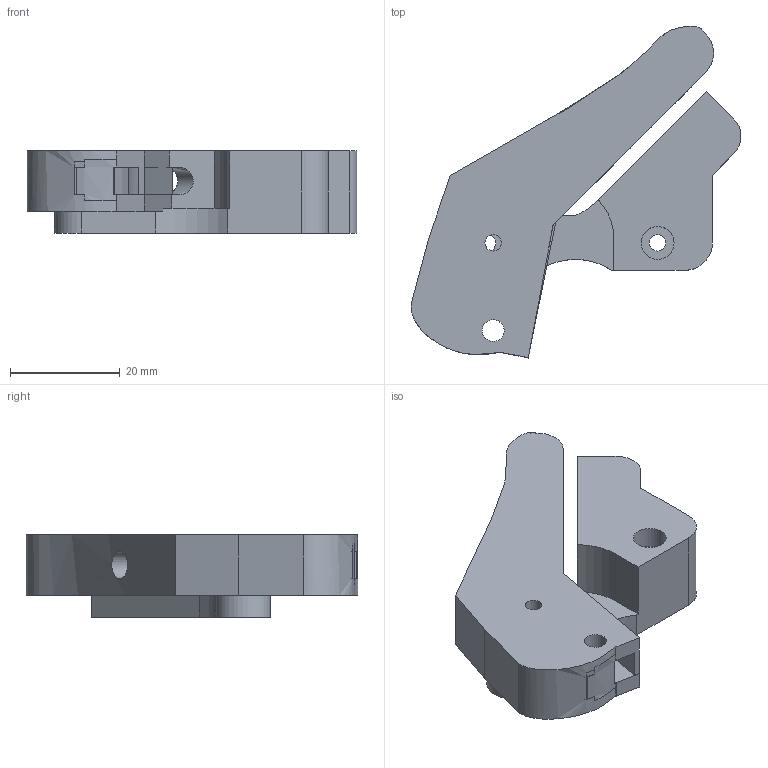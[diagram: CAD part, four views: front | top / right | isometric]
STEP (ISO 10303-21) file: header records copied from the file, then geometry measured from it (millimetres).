
FILE_DESCRIPTION(/* description */ (''),/* implementation_level */ '2;1');
FILE_NAME(/* name */ 'ExtruderFilamentClip.stp',/* time_stamp */ '2014-07-07T17:00:47+02:00',/* author */ (''),/* organization */ (''),/* preprocessor_version */ 'ST-DEVELOPER v15.6',/* originating_system */ 'Autodesk Translator Framework v3.0.0.6910',/* authorisation */ '');
FILE_SCHEMA (('AUTOMOTIVE_DESIGN { 1 0 10303 214 3 1 1 }'));
Length unit declared in the file: centimetre
Products named in the file (3): Extruder_ForBodies(Mirror); Component2(Mirror); Extruder v6
Bounding box: 60.17 x 60.56 x 15 mm (x, y, z)
Volume: 19461 mm3; surface area: 9377.1 mm2
Topology: 2 solids, 2 shells, 68 faces, 200 edges, 136 vertices
Faces by surface type: plane 40, cylinder 19, bspline 9
Full cylindrical faces by diameter (mm): 3 x3, 5 x1, 6 x1, 9 x4
Entity records: 2486 total; most frequent: CARTESIAN_POINT 683, ORIENTED_EDGE 374, DIRECTION 324, EDGE_CURVE 187, VERTEX_POINT 132, LINE 108, VECTOR 108, AXIS2_PLACEMENT_3D 108
